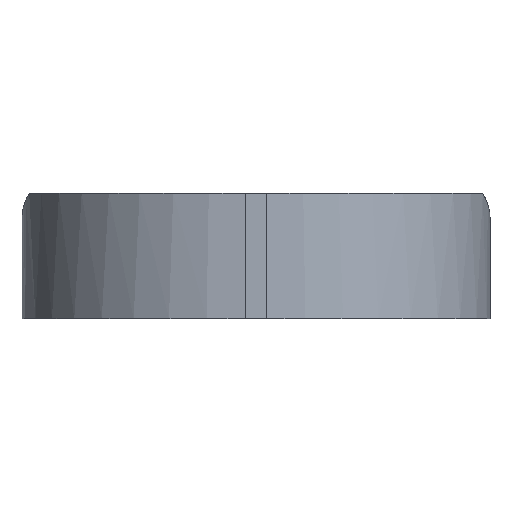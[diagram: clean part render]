
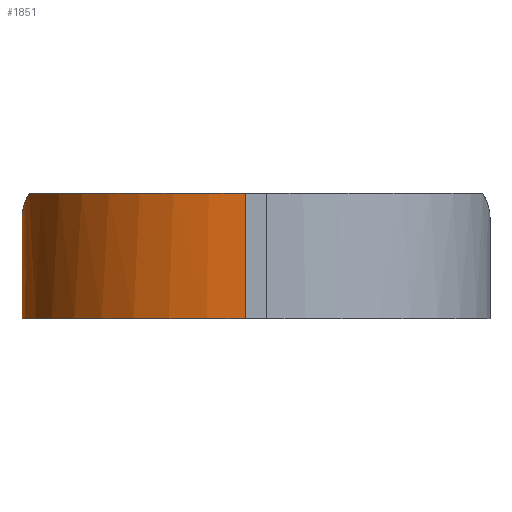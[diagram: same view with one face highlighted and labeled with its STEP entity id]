
A CAD part, front view. The second image highlights one B-rep face of the part: STEP entity #1851.
In plain terms, the highlighted cylindrical face has radius 10.5 mm (diameter 21 mm), a partial arc.
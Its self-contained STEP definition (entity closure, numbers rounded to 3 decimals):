
#22 = VERTEX_POINT('',#23);
#23 = CARTESIAN_POINT('',(-11.,-5.5,-17.9));
#32 = PLANE('',#33);
#33 = AXIS2_PLACEMENT_3D('',#34,#35,#36);
#34 = CARTESIAN_POINT('',(-11.,-5.5,-17.9));
#35 = DIRECTION('',(-1.,0.,0.));
#36 = DIRECTION('',(0.,1.,0.));
#44 = PLANE('',#45);
#45 = AXIS2_PLACEMENT_3D('',#46,#47,#48);
#46 = CARTESIAN_POINT('',(0.,0.,-17.9)
  );
#47 = DIRECTION('',(0.,0.,-1.));
#48 = DIRECTION('',(-1.,0.,0.));
#56 = EDGE_CURVE('',#22,#57,#59,.T.);
#57 = VERTEX_POINT('',#58);
#58 = CARTESIAN_POINT('',(-11.,-5.5,-13.143));
#59 = SURFACE_CURVE('',#60,(#64,#71),.PCURVE_S1.);
#60 = LINE('',#61,#62);
#61 = CARTESIAN_POINT('',(-11.,-5.5,-17.9));
#62 = VECTOR('',#63,1.);
#63 = DIRECTION('',(0.,0.,1.));
#64 = PCURVE('',#32,#65);
#65 = DEFINITIONAL_REPRESENTATION('',(#66),#70);
#66 = LINE('',#67,#68);
#67 = CARTESIAN_POINT('',(0.,0.));
#68 = VECTOR('',#69,1.);
#69 = DIRECTION('',(0.,-1.));
#70 = ( GEOMETRIC_REPRESENTATION_CONTEXT(2) 
PARAMETRIC_REPRESENTATION_CONTEXT() REPRESENTATION_CONTEXT('2D SPACE',''
  ) );
#71 = PCURVE('',#72,#77);
#72 = CYLINDRICAL_SURFACE('',#73,10.5);
#73 = AXIS2_PLACEMENT_3D('',#74,#75,#76);
#74 = CARTESIAN_POINT('',(-0.5,-5.5,-17.9));
#75 = DIRECTION('',(0.,0.,-1.));
#76 = DIRECTION('',(1.,0.,0.));
#77 = DEFINITIONAL_REPRESENTATION('',(#78),#82);
#78 = LINE('',#79,#80);
#79 = CARTESIAN_POINT('',(-3.142,0.));
#80 = VECTOR('',#81,1.);
#81 = DIRECTION('',(0.,-1.));
#82 = ( GEOMETRIC_REPRESENTATION_CONTEXT(2) 
PARAMETRIC_REPRESENTATION_CONTEXT() REPRESENTATION_CONTEXT('2D SPACE',''
  ) );
#101 = SPHERICAL_SURFACE('',#102,18.);
#102 = AXIS2_PLACEMENT_3D('',#103,#104,#105);
#103 = CARTESIAN_POINT('',(0.,0.,0.));
#104 = DIRECTION('',(0.,0.,1.));
#105 = DIRECTION('',(1.,0.,0.));
#307 = VERTEX_POINT('',#308);
#308 = CARTESIAN_POINT('',(-0.5,-16.,-17.9));
#322 = PLANE('',#323);
#323 = AXIS2_PLACEMENT_3D('',#324,#325,#326);
#324 = CARTESIAN_POINT('',(0.5,-16.,-17.9));
#325 = DIRECTION('',(0.,-1.,0.));
#326 = DIRECTION('',(-1.,0.,0.));
#334 = EDGE_CURVE('',#22,#307,#335,.T.);
#335 = SURFACE_CURVE('',#336,(#341,#352),.PCURVE_S1.);
#336 = CIRCLE('',#337,10.5);
#337 = AXIS2_PLACEMENT_3D('',#338,#339,#340);
#338 = CARTESIAN_POINT('',(-0.5,-5.5,-17.9));
#339 = DIRECTION('',(0.,0.,1.));
#340 = DIRECTION('',(1.,0.,0.));
#341 = PCURVE('',#44,#342);
#342 = DEFINITIONAL_REPRESENTATION('',(#343),#351);
#343 = ( BOUNDED_CURVE() B_SPLINE_CURVE(2,(#344,#345,#346,#347,#348,#349
,#350),.UNSPECIFIED.,.T.,.F.) B_SPLINE_CURVE_WITH_KNOTS((1,2,2,2,2,1),(
    -2.094,0.,2.094,4.189,6.283,
8.378),.UNSPECIFIED.) CURVE() GEOMETRIC_REPRESENTATION_ITEM() 
RATIONAL_B_SPLINE_CURVE((1.,0.5,1.,0.5,1.,0.5,1.)) REPRESENTATION_ITEM(
  '') );
#344 = CARTESIAN_POINT('',(-10.,-5.5));
#345 = CARTESIAN_POINT('',(-10.,12.687));
#346 = CARTESIAN_POINT('',(5.75,3.593));
#347 = CARTESIAN_POINT('',(21.5,-5.5));
#348 = CARTESIAN_POINT('',(5.75,-14.593));
#349 = CARTESIAN_POINT('',(-10.,-23.687));
#350 = CARTESIAN_POINT('',(-10.,-5.5));
#351 = ( GEOMETRIC_REPRESENTATION_CONTEXT(2) 
PARAMETRIC_REPRESENTATION_CONTEXT() REPRESENTATION_CONTEXT('2D SPACE',''
  ) );
#352 = PCURVE('',#72,#353);
#353 = DEFINITIONAL_REPRESENTATION('',(#354),#358);
#354 = LINE('',#355,#356);
#355 = CARTESIAN_POINT('',(0.,0.));
#356 = VECTOR('',#357,1.);
#357 = DIRECTION('',(-1.,0.));
#358 = ( GEOMETRIC_REPRESENTATION_CONTEXT(2) 
PARAMETRIC_REPRESENTATION_CONTEXT() REPRESENTATION_CONTEXT('2D SPACE',''
  ) );
#842 = PLANE('',#843);
#843 = AXIS2_PLACEMENT_3D('',#844,#845,#846);
#844 = CARTESIAN_POINT('',(0.,0.,-12.)
  );
#845 = DIRECTION('',(0.,0.,-1.));
#846 = DIRECTION('',(-1.,0.,0.));
#1202 = VERTEX_POINT('',#1203);
#1203 = CARTESIAN_POINT('',(-10.662,-8.144,-12.));
#1229 = EDGE_CURVE('',#57,#1202,#1230,.T.);
#1230 = SURFACE_CURVE('',#1231,(#1238,#1248),.PCURVE_S1.);
#1231 = B_SPLINE_CURVE_WITH_KNOTS('',5,(#1232,#1233,#1234,#1235,#1236,
    #1237),.UNSPECIFIED.,.F.,.F.,(6,6),(0.,1.),
  .PIECEWISE_BEZIER_KNOTS.);
#1232 = CARTESIAN_POINT('',(-11.,-5.5,-13.143));
#1233 = CARTESIAN_POINT('',(-11.,-6.038,
    -12.918));
#1234 = CARTESIAN_POINT('',(-10.966,-6.574,
    -12.691));
#1235 = CARTESIAN_POINT('',(-10.897,-7.105,
    -12.461));
#1236 = CARTESIAN_POINT('',(-10.796,-7.629,
    -12.231));
#1237 = CARTESIAN_POINT('',(-10.662,-8.144,-12.)
  );
#1238 = PCURVE('',#101,#1239);
#1239 = DEFINITIONAL_REPRESENTATION('',(#1240),#1247);
#1240 = B_SPLINE_CURVE_WITH_KNOTS('',5,(#1241,#1242,#1243,#1244,#1245,
    #1246),.UNSPECIFIED.,.F.,.F.,(6,6),(0.,1.),
  .PIECEWISE_BEZIER_KNOTS.);
#1241 = CARTESIAN_POINT('',(3.605,-0.819));
#1242 = CARTESIAN_POINT('',(3.644,-0.8));
#1243 = CARTESIAN_POINT('',(3.683,-0.782));
#1244 = CARTESIAN_POINT('',(3.72,-0.764));
#1245 = CARTESIAN_POINT('',(3.757,-0.747));
#1246 = CARTESIAN_POINT('',(3.794,-0.73));
#1247 = ( GEOMETRIC_REPRESENTATION_CONTEXT(2) 
PARAMETRIC_REPRESENTATION_CONTEXT() REPRESENTATION_CONTEXT('2D SPACE',''
  ) );
#1248 = PCURVE('',#72,#1249);
#1249 = DEFINITIONAL_REPRESENTATION('',(#1250),#1257);
#1250 = B_SPLINE_CURVE_WITH_KNOTS('',5,(#1251,#1252,#1253,#1254,#1255,
    #1256),.UNSPECIFIED.,.F.,.F.,(6,6),(0.,1.),
  .PIECEWISE_BEZIER_KNOTS.);
#1251 = CARTESIAN_POINT('',(-3.142,-4.757));
#1252 = CARTESIAN_POINT('',(-3.193,-4.982));
#1253 = CARTESIAN_POINT('',(-3.244,-5.209));
#1254 = CARTESIAN_POINT('',(-3.295,-5.439));
#1255 = CARTESIAN_POINT('',(-3.345,-5.669));
#1256 = CARTESIAN_POINT('',(-3.396,-5.9));
#1257 = ( GEOMETRIC_REPRESENTATION_CONTEXT(2) 
PARAMETRIC_REPRESENTATION_CONTEXT() REPRESENTATION_CONTEXT('2D SPACE',''
  ) );
#1851 = ADVANCED_FACE('',(#1852),#72,.T.);
#1852 = FACE_BOUND('',#1853,.F.);
#1853 = EDGE_LOOP('',(#1854,#1855,#1856,#1857,#1885));
#1854 = ORIENTED_EDGE('',*,*,#334,.F.);
#1855 = ORIENTED_EDGE('',*,*,#56,.T.);
#1856 = ORIENTED_EDGE('',*,*,#1229,.T.);
#1857 = ORIENTED_EDGE('',*,*,#1858,.T.);
#1858 = EDGE_CURVE('',#1202,#1859,#1861,.T.);
#1859 = VERTEX_POINT('',#1860);
#1860 = CARTESIAN_POINT('',(-0.5,-16.,-12.));
#1861 = SURFACE_CURVE('',#1862,(#1867,#1874),.PCURVE_S1.);
#1862 = CIRCLE('',#1863,10.5);
#1863 = AXIS2_PLACEMENT_3D('',#1864,#1865,#1866);
#1864 = CARTESIAN_POINT('',(-0.5,-5.5,-12.));
#1865 = DIRECTION('',(0.,0.,1.));
#1866 = DIRECTION('',(1.,0.,0.));
#1867 = PCURVE('',#72,#1868);
#1868 = DEFINITIONAL_REPRESENTATION('',(#1869),#1873);
#1869 = LINE('',#1870,#1871);
#1870 = CARTESIAN_POINT('',(0.,-5.9));
#1871 = VECTOR('',#1872,1.);
#1872 = DIRECTION('',(-1.,0.));
#1873 = ( GEOMETRIC_REPRESENTATION_CONTEXT(2) 
PARAMETRIC_REPRESENTATION_CONTEXT() REPRESENTATION_CONTEXT('2D SPACE',''
  ) );
#1874 = PCURVE('',#842,#1875);
#1875 = DEFINITIONAL_REPRESENTATION('',(#1876),#1884);
#1876 = ( BOUNDED_CURVE() B_SPLINE_CURVE(2,(#1877,#1878,#1879,#1880,
#1881,#1882,#1883),.UNSPECIFIED.,.T.,.F.) B_SPLINE_CURVE_WITH_KNOTS((1,2
    ,2,2,2,1),(-2.094,0.,2.094,4.189,
6.283,8.378),.UNSPECIFIED.) CURVE() 
GEOMETRIC_REPRESENTATION_ITEM() RATIONAL_B_SPLINE_CURVE((1.,0.5,1.,0.5,
1.,0.5,1.)) REPRESENTATION_ITEM('') );
#1877 = CARTESIAN_POINT('',(-10.,-5.5));
#1878 = CARTESIAN_POINT('',(-10.,12.687));
#1879 = CARTESIAN_POINT('',(5.75,3.593));
#1880 = CARTESIAN_POINT('',(21.5,-5.5));
#1881 = CARTESIAN_POINT('',(5.75,-14.593));
#1882 = CARTESIAN_POINT('',(-10.,-23.687));
#1883 = CARTESIAN_POINT('',(-10.,-5.5));
#1884 = ( GEOMETRIC_REPRESENTATION_CONTEXT(2) 
PARAMETRIC_REPRESENTATION_CONTEXT() REPRESENTATION_CONTEXT('2D SPACE',''
  ) );
#1885 = ORIENTED_EDGE('',*,*,#1886,.F.);
#1886 = EDGE_CURVE('',#307,#1859,#1887,.T.);
#1887 = SURFACE_CURVE('',#1888,(#1892,#1899),.PCURVE_S1.);
#1888 = LINE('',#1889,#1890);
#1889 = CARTESIAN_POINT('',(-0.5,-16.,-17.9));
#1890 = VECTOR('',#1891,1.);
#1891 = DIRECTION('',(0.,0.,1.));
#1892 = PCURVE('',#72,#1893);
#1893 = DEFINITIONAL_REPRESENTATION('',(#1894),#1898);
#1894 = LINE('',#1895,#1896);
#1895 = CARTESIAN_POINT('',(-4.712,0.));
#1896 = VECTOR('',#1897,1.);
#1897 = DIRECTION('',(0.,-1.));
#1898 = ( GEOMETRIC_REPRESENTATION_CONTEXT(2) 
PARAMETRIC_REPRESENTATION_CONTEXT() REPRESENTATION_CONTEXT('2D SPACE',''
  ) );
#1899 = PCURVE('',#322,#1900);
#1900 = DEFINITIONAL_REPRESENTATION('',(#1901),#1905);
#1901 = LINE('',#1902,#1903);
#1902 = CARTESIAN_POINT('',(1.,0.));
#1903 = VECTOR('',#1904,1.);
#1904 = DIRECTION('',(0.,-1.));
#1905 = ( GEOMETRIC_REPRESENTATION_CONTEXT(2) 
PARAMETRIC_REPRESENTATION_CONTEXT() REPRESENTATION_CONTEXT('2D SPACE',''
  ) );
